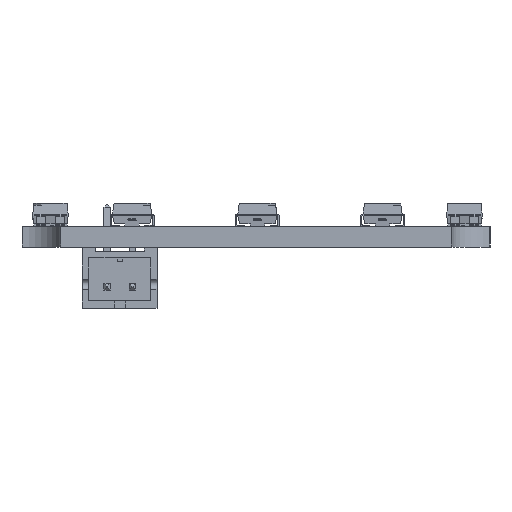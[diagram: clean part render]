
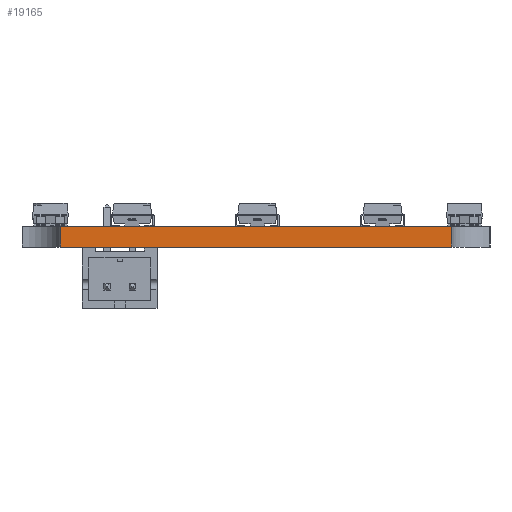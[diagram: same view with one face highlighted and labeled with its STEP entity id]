
A CAD part, left-side view. The second image highlights one B-rep face of the part: STEP entity #19165.
In plain terms, the highlighted planar face has unit normal (-1, 0, 0).
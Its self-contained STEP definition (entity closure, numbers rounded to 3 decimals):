
#16526 = VERTEX_POINT('',#16527);
#16527 = CARTESIAN_POINT('',(-60.071,15.438,0.));
#16534 = EDGE_CURVE('',#16535,#16526,#16537,.T.);
#16535 = VERTEX_POINT('',#16536);
#16536 = CARTESIAN_POINT('',(-60.071,-15.441,0.));
#16537 = LINE('',#16538,#16539);
#16538 = CARTESIAN_POINT('',(-60.071,-15.441,0.));
#16539 = VECTOR('',#16540,1.);
#16540 = DIRECTION('',(0.,1.,0.));
#17832 = VERTEX_POINT('',#17833);
#17833 = CARTESIAN_POINT('',(-60.071,15.438,1.6));
#17840 = EDGE_CURVE('',#17841,#17832,#17843,.T.);
#17841 = VERTEX_POINT('',#17842);
#17842 = CARTESIAN_POINT('',(-60.071,-15.441,1.6));
#17843 = LINE('',#17844,#17845);
#17844 = CARTESIAN_POINT('',(-60.071,-15.441,1.6));
#17845 = VECTOR('',#17846,1.);
#17846 = DIRECTION('',(0.,1.,0.));
#19135 = EDGE_CURVE('',#16526,#17832,#19136,.T.);
#19136 = LINE('',#19137,#19138);
#19137 = CARTESIAN_POINT('',(-60.071,15.438,0.));
#19138 = VECTOR('',#19139,1.);
#19139 = DIRECTION('',(0.,0.,1.));
#19165 = ADVANCED_FACE('',(#19166),#19177,.T.);
#19166 = FACE_BOUND('',#19167,.T.);
#19167 = EDGE_LOOP('',(#19168,#19174,#19175,#19176));
#19168 = ORIENTED_EDGE('',*,*,#19169,.T.);
#19169 = EDGE_CURVE('',#16535,#17841,#19170,.T.);
#19170 = LINE('',#19171,#19172);
#19171 = CARTESIAN_POINT('',(-60.071,-15.441,0.));
#19172 = VECTOR('',#19173,1.);
#19173 = DIRECTION('',(0.,0.,1.));
#19174 = ORIENTED_EDGE('',*,*,#17840,.T.);
#19175 = ORIENTED_EDGE('',*,*,#19135,.F.);
#19176 = ORIENTED_EDGE('',*,*,#16534,.F.);
#19177 = PLANE('',#19178);
#19178 = AXIS2_PLACEMENT_3D('',#19179,#19180,#19181);
#19179 = CARTESIAN_POINT('',(-60.071,-15.441,0.));
#19180 = DIRECTION('',(-1.,0.,0.));
#19181 = DIRECTION('',(0.,1.,0.));
